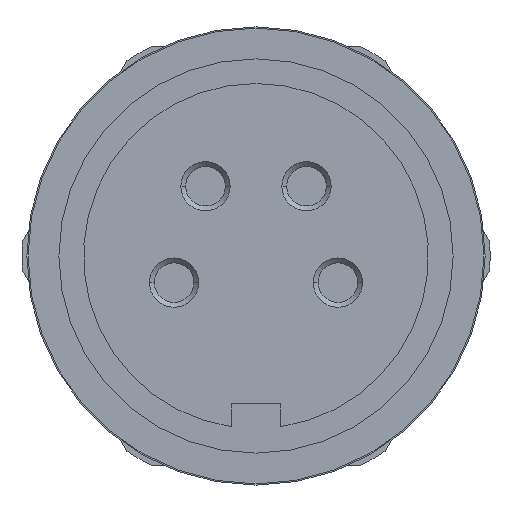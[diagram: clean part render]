
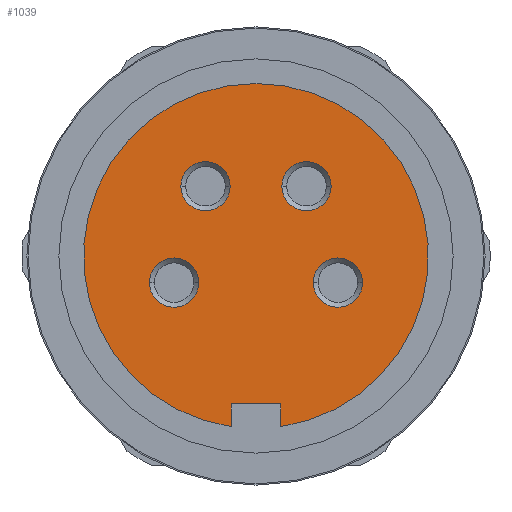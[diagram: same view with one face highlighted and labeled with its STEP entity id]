
A CAD part, front view. The second image highlights one B-rep face of the part: STEP entity #1039.
In plain terms, the highlighted planar face has unit normal (0, -1, 0).
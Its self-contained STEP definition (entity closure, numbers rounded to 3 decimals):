
#217=CARTESIAN_POINT('',(0.,-31.,7.));
#218=VERTEX_POINT('',#217);
#227=CARTESIAN_POINT('',(1.0,-31.0,-6.928));
#228=VERTEX_POINT('',#227);
#229=CARTESIAN_POINT('',(0.0,-31.,0.));
#230=DIRECTION('',(0.0,1.0,0.0));
#231=DIRECTION('',(0.0,0.0,1.0));
#232=AXIS2_PLACEMENT_3D('',#229,#230,#231);
#233=CIRCLE('',#232,7.);
#234=EDGE_CURVE('',#218,#228,#233,.T.);
#639=CARTESIAN_POINT('',(-1.05,-31.,2.83));
#640=VERTEX_POINT('',#639);
#648=CARTESIAN_POINT('',(-3.05,-31.,2.83));
#649=VERTEX_POINT('',#648);
#656=CARTESIAN_POINT('',(-2.05,-31.,2.83));
#657=DIRECTION('',(0.0,-1.0,0.0));
#658=DIRECTION('',(1.0,0.0,0.0));
#659=AXIS2_PLACEMENT_3D('',#656,#657,#658);
#660=CIRCLE('',#659,1.);
#661=EDGE_CURVE('',#649,#640,#660,.T.);
#713=CARTESIAN_POINT('',(3.05,-31.,2.83));
#714=VERTEX_POINT('',#713);
#722=CARTESIAN_POINT('',(1.05,-31.,2.83));
#723=VERTEX_POINT('',#722);
#730=CARTESIAN_POINT('',(2.05,-31.,2.83));
#731=DIRECTION('',(0.0,-1.0,0.0));
#732=DIRECTION('',(1.0,0.0,0.0));
#733=AXIS2_PLACEMENT_3D('',#730,#731,#732);
#734=CIRCLE('',#733,1.);
#735=EDGE_CURVE('',#723,#714,#734,.T.);
#787=CARTESIAN_POINT('',(-2.325,-31.,-1.08));
#788=VERTEX_POINT('',#787);
#796=CARTESIAN_POINT('',(-4.325,-31.,-1.08));
#797=VERTEX_POINT('',#796);
#804=CARTESIAN_POINT('',(-3.325,-31.,-1.08));
#805=DIRECTION('',(0.0,-1.0,0.0));
#806=DIRECTION('',(1.0,0.0,0.0));
#807=AXIS2_PLACEMENT_3D('',#804,#805,#806);
#808=CIRCLE('',#807,1.);
#809=EDGE_CURVE('',#797,#788,#808,.T.);
#861=CARTESIAN_POINT('',(4.325,-31.,-1.08));
#862=VERTEX_POINT('',#861);
#870=CARTESIAN_POINT('',(2.325,-31.,-1.08));
#871=VERTEX_POINT('',#870);
#878=CARTESIAN_POINT('',(3.325,-31.,-1.08));
#879=DIRECTION('',(0.0,-1.0,0.0));
#880=DIRECTION('',(1.0,0.0,0.0));
#881=AXIS2_PLACEMENT_3D('',#878,#879,#880);
#882=CIRCLE('',#881,1.);
#883=EDGE_CURVE('',#871,#862,#882,.T.);
#902=CARTESIAN_POINT('',(1.0,-31.0,-6.));
#903=VERTEX_POINT('',#902);
#904=CARTESIAN_POINT('',(1.0,-31.0,-6.));
#905=DIRECTION('',(0.0,0.0,-1.0));
#906=VECTOR('',#905,0.928);
#907=LINE('',#904,#906);
#908=EDGE_CURVE('',#903,#228,#907,.T.);
#933=CARTESIAN_POINT('',(-1.0,-31.0,-6.));
#934=VERTEX_POINT('',#933);
#935=CARTESIAN_POINT('',(-1.0,-31.0,-6.));
#936=DIRECTION('',(1.0,0.0,0.0));
#937=VECTOR('',#936,2.0);
#938=LINE('',#935,#937);
#939=EDGE_CURVE('',#934,#903,#938,.T.);
#964=CARTESIAN_POINT('',(-1.0,-31.0,-6.928));
#965=VERTEX_POINT('',#964);
#966=CARTESIAN_POINT('',(-1.0,-31.0,-6.928));
#967=DIRECTION('',(0.0,0.0,1.0));
#968=VECTOR('',#967,0.928);
#969=LINE('',#966,#968);
#970=EDGE_CURVE('',#965,#934,#969,.T.);
#981=CARTESIAN_POINT('',(0.0,-31.,3.5));
#982=DIRECTION('',(0.0,-1.0,0.0));
#983=DIRECTION('',(0.0,0.0,-1.0));
#984=AXIS2_PLACEMENT_3D('',#981,#982,#983);
#985=PLANE('',#984);
#986=ORIENTED_EDGE('',*,*,#970,.T.);
#987=ORIENTED_EDGE('',*,*,#939,.T.);
#988=ORIENTED_EDGE('',*,*,#908,.T.);
#989=ORIENTED_EDGE('',*,*,#234,.F.);
#990=CARTESIAN_POINT('',(0.0,-31.,0.));
#991=DIRECTION('',(0.0,1.0,0.0));
#992=DIRECTION('',(0.0,0.0,1.0));
#993=AXIS2_PLACEMENT_3D('',#990,#991,#992);
#994=CIRCLE('',#993,7.);
#995=EDGE_CURVE('',#965,#218,#994,.T.);
#996=ORIENTED_EDGE('',*,*,#995,.F.);
#997=EDGE_LOOP('',(#986,#987,#988,#989,#996));
#998=FACE_OUTER_BOUND('',#997,.T.);
#999=ORIENTED_EDGE('',*,*,#883,.F.);
#1000=CARTESIAN_POINT('',(3.325,-31.,-1.08));
#1001=DIRECTION('',(0.0,-1.0,0.0));
#1002=DIRECTION('',(1.0,0.0,0.0));
#1003=AXIS2_PLACEMENT_3D('',#1000,#1001,#1002);
#1004=CIRCLE('',#1003,1.);
#1005=EDGE_CURVE('',#862,#871,#1004,.T.);
#1006=ORIENTED_EDGE('',*,*,#1005,.F.);
#1007=EDGE_LOOP('',(#999,#1006));
#1008=FACE_BOUND('',#1007,.T.);
#1009=ORIENTED_EDGE('',*,*,#735,.F.);
#1010=CARTESIAN_POINT('',(2.05,-31.,2.83));
#1011=DIRECTION('',(0.0,-1.0,0.0));
#1012=DIRECTION('',(1.0,0.0,0.0));
#1013=AXIS2_PLACEMENT_3D('',#1010,#1011,#1012);
#1014=CIRCLE('',#1013,1.);
#1015=EDGE_CURVE('',#714,#723,#1014,.T.);
#1016=ORIENTED_EDGE('',*,*,#1015,.F.);
#1017=EDGE_LOOP('',(#1009,#1016));
#1018=FACE_BOUND('',#1017,.T.);
#1019=ORIENTED_EDGE('',*,*,#661,.F.);
#1020=CARTESIAN_POINT('',(-2.05,-31.,2.83));
#1021=DIRECTION('',(0.0,-1.0,0.0));
#1022=DIRECTION('',(1.0,0.0,0.0));
#1023=AXIS2_PLACEMENT_3D('',#1020,#1021,#1022);
#1024=CIRCLE('',#1023,1.);
#1025=EDGE_CURVE('',#640,#649,#1024,.T.);
#1026=ORIENTED_EDGE('',*,*,#1025,.F.);
#1027=EDGE_LOOP('',(#1019,#1026));
#1028=FACE_BOUND('',#1027,.T.);
#1029=ORIENTED_EDGE('',*,*,#809,.F.);
#1030=CARTESIAN_POINT('',(-3.325,-31.,-1.08));
#1031=DIRECTION('',(0.0,-1.0,0.0));
#1032=DIRECTION('',(1.0,0.0,0.0));
#1033=AXIS2_PLACEMENT_3D('',#1030,#1031,#1032);
#1034=CIRCLE('',#1033,1.);
#1035=EDGE_CURVE('',#788,#797,#1034,.T.);
#1036=ORIENTED_EDGE('',*,*,#1035,.F.);
#1037=EDGE_LOOP('',(#1029,#1036));
#1038=FACE_BOUND('',#1037,.T.);
#1039=ADVANCED_FACE('',(#998,#1008,#1018,#1028,#1038),#985,.T.);
